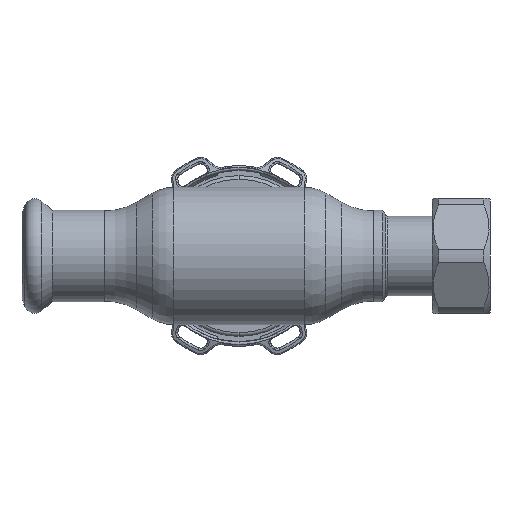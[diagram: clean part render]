
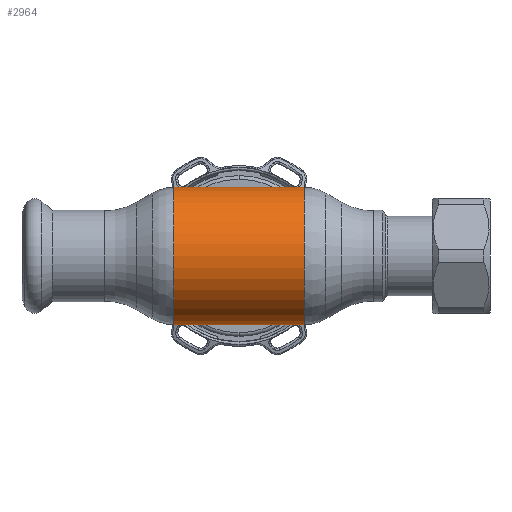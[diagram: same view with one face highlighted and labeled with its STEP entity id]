
A CAD part, front view. The second image highlights one B-rep face of the part: STEP entity #2964.
In plain terms, the highlighted cylindrical face has radius 19 mm (diameter 38 mm), a partial arc.
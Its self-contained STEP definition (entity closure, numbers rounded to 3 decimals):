
#1045 = CARTESIAN_POINT ( 'NONE',  ( -18.035, 0., 19. ) ) ;
#1397 = DIRECTION ( 'NONE',  ( 0., 0., 1. ) ) ;
#2200 = DIRECTION ( 'NONE',  ( -1., 0., 0. ) ) ;
#2274 = CARTESIAN_POINT ( 'NONE',  ( -18.035, 0., -19. ) ) ;
#2378 = CYLINDRICAL_SURFACE ( 'NONE', #17321, 19. ) ;
#2964 = ADVANCED_FACE ( 'NONE', ( #32168 ), #2378, .T. ) ;
#3115 = EDGE_LOOP ( 'NONE', ( #7402, #9873, #3340, #18003 ) ) ;
#3340 = ORIENTED_EDGE ( 'NONE', *, *, #28051, .T. ) ;
#4370 = VERTEX_POINT ( 'NONE', #2274 ) ;
#5904 = VERTEX_POINT ( 'NONE', #29912 ) ;
#7402 = ORIENTED_EDGE ( 'NONE', *, *, #18259, .F. ) ;
#8796 = DIRECTION ( 'NONE',  ( 0., 0., 1. ) ) ;
#9100 = CIRCLE ( 'NONE', #13606, 19. ) ;
#9153 = DIRECTION ( 'NONE',  ( -1., 0., 0. ) ) ;
#9261 = EDGE_CURVE ( 'NONE', #5904, #21279, #18519, .T. ) ;
#9873 = ORIENTED_EDGE ( 'NONE', *, *, #9261, .T. ) ;
#11992 = CARTESIAN_POINT ( 'NONE',  ( 18.035, 0., 0. ) ) ;
#12936 = EDGE_CURVE ( 'NONE', #4370, #19995, #9100, .T. ) ;
#13606 = AXIS2_PLACEMENT_3D ( 'NONE', #15390, #17525, #1397 ) ;
#13788 = DIRECTION ( 'NONE',  ( -1., 0., 0. ) ) ;
#14934 = VECTOR ( 'NONE', #13788, 1000. ) ;
#15390 = CARTESIAN_POINT ( 'NONE',  ( -18.035, 0., 0. ) ) ;
#17321 = AXIS2_PLACEMENT_3D ( 'NONE', #24051, #2200, #18186 ) ;
#17525 = DIRECTION ( 'NONE',  ( -1., 0., 0. ) ) ;
#18003 = ORIENTED_EDGE ( 'NONE', *, *, #12936, .F. ) ;
#18186 = DIRECTION ( 'NONE',  ( 0., 0., 1. ) ) ;
#18259 = EDGE_CURVE ( 'NONE', #5904, #4370, #24330, .T. ) ;
#18413 = CARTESIAN_POINT ( 'NONE',  ( -62.69, 0., 19. ) ) ;
#18519 = CIRCLE ( 'NONE', #23067, 19. ) ;
#19995 = VERTEX_POINT ( 'NONE', #1045 ) ;
#21279 = VERTEX_POINT ( 'NONE', #32997 ) ;
#22591 = VECTOR ( 'NONE', #29646, 1000. ) ;
#23067 = AXIS2_PLACEMENT_3D ( 'NONE', #11992, #9153, #8796 ) ;
#24051 = CARTESIAN_POINT ( 'NONE',  ( -62.69, 0., 0. ) ) ;
#24330 = LINE ( 'NONE', #34969, #14934 ) ;
#28051 = EDGE_CURVE ( 'NONE', #21279, #19995, #34730, .T. ) ;
#29646 = DIRECTION ( 'NONE',  ( -1., 0., 0. ) ) ;
#29912 = CARTESIAN_POINT ( 'NONE',  ( 18.035, 0., -19. ) ) ;
#32168 = FACE_OUTER_BOUND ( 'NONE', #3115, .T. ) ;
#32997 = CARTESIAN_POINT ( 'NONE',  ( 18.035, 0., 19. ) ) ;
#34730 = LINE ( 'NONE', #18413, #22591 ) ;
#34969 = CARTESIAN_POINT ( 'NONE',  ( -62.69, 0., -19. ) ) ;
